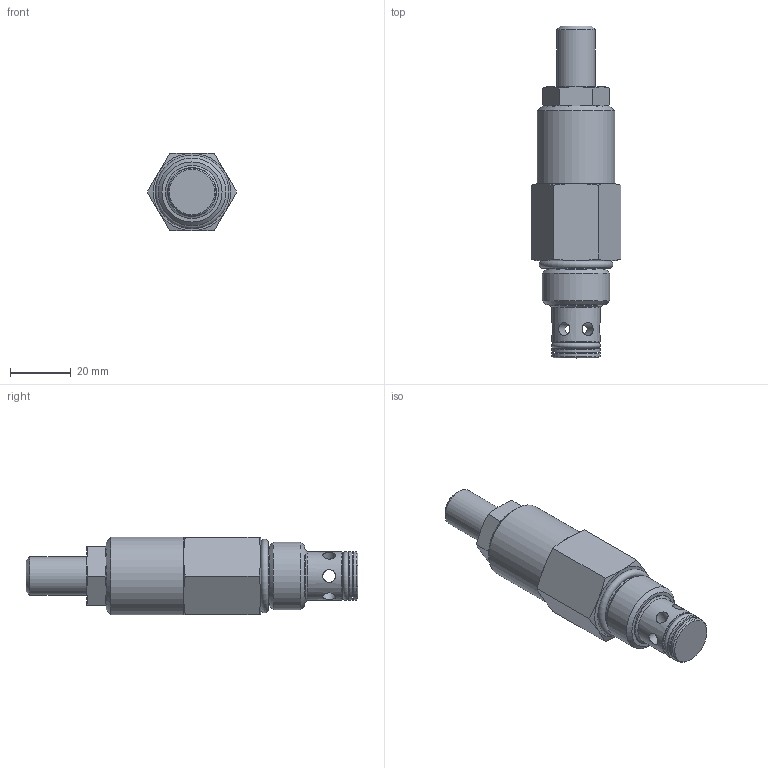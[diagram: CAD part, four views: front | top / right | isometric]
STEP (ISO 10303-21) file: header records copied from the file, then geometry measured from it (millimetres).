
FILE_DESCRIPTION((''),'2;1');
FILE_NAME('ddrv-100-n-s-6_10144-33_RC.stp','2012-06-07T14:38:31',('mmartin'),(''),'Autodesk Inventor 2010','Autodesk Inventor 2010','');
FILE_SCHEMA(('AUTOMOTIVE_DESIGN { 1 0 10303 214 1 1 1 1 }'));
Length unit declared in the file: inch
Products named in the file (1): 10144-33_Shrinkwrap
Bounding box: 29.33 x 108.88 x 25.4 mm (x, y, z)
Volume: 39497.8 mm3; surface area: 9594.6 mm2
Topology: 1 solids, 2 shells, 98 faces, 224 edges, 130 vertices
Faces by surface type: cone 36, plane 33, cylinder 20, torus 6, bspline 3
Full cylindrical faces by diameter (mm): 4.216 x6, 6.35 x1, 12.7 x2, 13.31 x3, 15.799 x2, 15.875 x1, 17.374 x1, 19.634 x2, 22.225 x1, 25.4 x1
Entity records: 2726 total; most frequent: CARTESIAN_POINT 788, DIRECTION 380, ORIENTED_EDGE 332, AXIS2_PLACEMENT_3D 172, EDGE_CURVE 166, EDGE_LOOP 152, VERTEX_POINT 114, FACE_OUTER_BOUND 98
